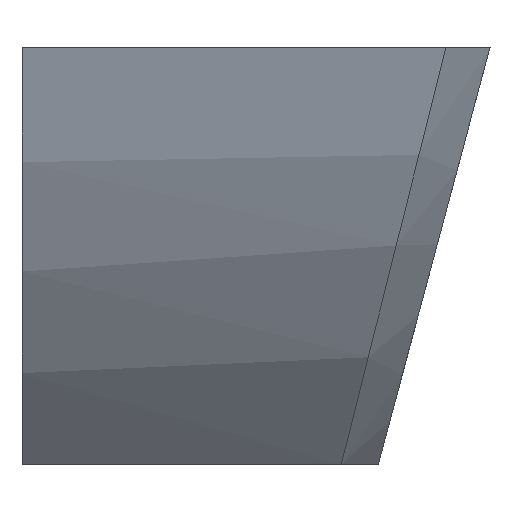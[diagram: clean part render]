
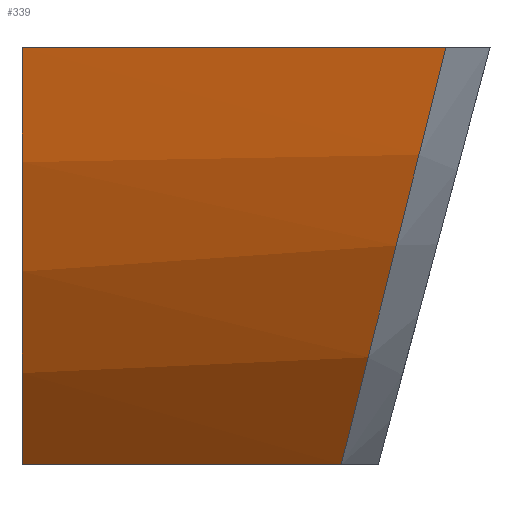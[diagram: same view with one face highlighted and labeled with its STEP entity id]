
A CAD part, left-side view. The second image highlights one B-rep face of the part: STEP entity #339.
In plain terms, the highlighted cylindrical face has radius 40 mm (diameter 80 mm), a partial arc.
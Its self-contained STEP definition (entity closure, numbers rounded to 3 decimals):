
#8 = ORIENTED_EDGE ( 'NONE', *, *, #63, .F. ) ;
#9 = CARTESIAN_POINT ( 'NONE',  ( -39.517, -24., 0. ) ) ;
#34 = ORIENTED_EDGE ( 'NONE', *, *, #426, .T. ) ;
#38 = CIRCLE ( 'NONE', #210, 40. ) ;
#53 = CARTESIAN_POINT ( 'NONE',  ( -29.047, -16.302, -21.3 ) ) ;
#63 = EDGE_CURVE ( 'NONE', #388, #534, #512, .T. ) ;
#65 = VECTOR ( 'NONE', #161, 1000. ) ;
#78 = CARTESIAN_POINT ( 'NONE',  ( -35.895, -18.775, -11.45 ) ) ;
#84 = DIRECTION ( 'NONE',  ( 0., 1., 0. ) ) ;
#99 = DIRECTION ( 'NONE',  ( 0., 1., 0. ) ) ;
#103 = CARTESIAN_POINT ( 'NONE',  ( -31.552, -17.013, -18.468 ) ) ;
#105 = B_SPLINE_CURVE_WITH_KNOTS ( 'NONE', 3,
 ( #354, #143, #103, #440, #437, #181, #415, #371, #376, #121, #326, #319, #206, #163, #198, #78, #285, #116, #409, #494, #505 ),
 .UNSPECIFIED., .F., .F.,
 ( 4, 2, 2, 2, 1, 1, 1, 1, 1, 2, 2, 2, 4 ),
 ( 0., 0.25, 0.375, 0.438, 0.469, 0.484, 0.492, 0.496, 0.498, 0.499, 0.5, 0.75, 1. ),
 .UNSPECIFIED. ) ;
#116 = CARTESIAN_POINT ( 'NONE',  ( -37.371, -19.591, -8.203 ) ) ;
#121 = CARTESIAN_POINT ( 'NONE',  ( -35.687, -18.671, -11.868 ) ) ;
#143 = CARTESIAN_POINT ( 'NONE',  ( -30.319, -16.638, -19.957 ) ) ;
#161 = DIRECTION ( 'NONE',  ( 0., 1., 0. ) ) ;
#163 = CARTESIAN_POINT ( 'NONE',  ( -35.883, -18.769, -11.475 ) ) ;
#178 = CARTESIAN_POINT ( 'NONE',  ( 0., -24., 6.2 ) ) ;
#181 = CARTESIAN_POINT ( 'NONE',  ( -34.645, -18.186, -13.801 ) ) ;
#189 = VERTEX_POINT ( 'NONE', #287 ) ;
#198 = CARTESIAN_POINT ( 'NONE',  ( -35.891, -18.773, -11.46 ) ) ;
#206 = CARTESIAN_POINT ( 'NONE',  ( -35.872, -18.764, -11.497 ) ) ;
#209 = FACE_OUTER_BOUND ( 'NONE', #370, .T. ) ;
#210 = AXIS2_PLACEMENT_3D ( 'NONE', #293, #84, #333 ) ;
#222 = EDGE_CURVE ( 'NONE', #534, #189, #38, .T. ) ;
#263 = DIRECTION ( 'NONE',  ( 0., 1., 0. ) ) ;
#283 = CARTESIAN_POINT ( 'NONE',  ( -29.047, 0., -21.3 ) ) ;
#285 = CARTESIAN_POINT ( 'NONE',  ( -36.649, -19.16, -9.917 ) ) ;
#287 = CARTESIAN_POINT ( 'NONE',  ( -39.517, 0., 0. ) ) ;
#293 = CARTESIAN_POINT ( 'NONE',  ( 0., 0., 6.2 ) ) ;
#319 = CARTESIAN_POINT ( 'NONE',  ( -35.846, -18.75, -11.551 ) ) ;
#326 = CARTESIAN_POINT ( 'NONE',  ( -35.793, -18.724, -11.657 ) ) ;
#329 = CYLINDRICAL_SURFACE ( 'NONE', #341, 40. ) ;
#333 = DIRECTION ( 'NONE',  ( 0., 0., 1. ) ) ;
#339 = ADVANCED_FACE ( 'NONE', ( #209 ), #329, .T. ) ;
#341 = AXIS2_PLACEMENT_3D ( 'NONE', #178, #99, #350 ) ;
#350 = DIRECTION ( 'NONE',  ( 0., 0., 1. ) ) ;
#353 = ORIENTED_EDGE ( 'NONE', *, *, #517, .T. ) ;
#354 = CARTESIAN_POINT ( 'NONE',  ( -29.047, -16.302, -21.3 ) ) ;
#355 = VECTOR ( 'NONE', #263, 1000. ) ;
#362 = ORIENTED_EDGE ( 'NONE', *, *, #222, .F. ) ;
#370 = EDGE_LOOP ( 'NONE', ( #8, #353, #34, #362 ) ) ;
#371 = CARTESIAN_POINT ( 'NONE',  ( -35.286, -18.477, -12.641 ) ) ;
#376 = CARTESIAN_POINT ( 'NONE',  ( -35.473, -18.565, -12.287 ) ) ;
#388 = VERTEX_POINT ( 'NONE', #53 ) ;
#409 = CARTESIAN_POINT ( 'NONE',  ( -38.625, -20.549, -4.388 ) ) ;
#415 = CARTESIAN_POINT ( 'NONE',  ( -34.905, -18.301, -13.342 ) ) ;
#426 = EDGE_CURVE ( 'NONE', #472, #189, #468, .T. ) ;
#437 = CARTESIAN_POINT ( 'NONE',  ( -33.844, -17.848, -15.146 ) ) ;
#440 = CARTESIAN_POINT ( 'NONE',  ( -33.286, -17.632, -16.005 ) ) ;
#442 = CARTESIAN_POINT ( 'NONE',  ( -39.517, -21.65, 0. ) ) ;
#468 = LINE ( 'NONE', #9, #355 ) ;
#472 = VERTEX_POINT ( 'NONE', #442 ) ;
#494 = CARTESIAN_POINT ( 'NONE',  ( -39.158, -21.076, -2.286 ) ) ;
#505 = CARTESIAN_POINT ( 'NONE',  ( -39.517, -21.65, 0. ) ) ;
#512 = LINE ( 'NONE', #535, #65 ) ;
#517 = EDGE_CURVE ( 'NONE', #388, #472, #105, .T. ) ;
#534 = VERTEX_POINT ( 'NONE', #283 ) ;
#535 = CARTESIAN_POINT ( 'NONE',  ( -29.047, -24., -21.3 ) ) ;
